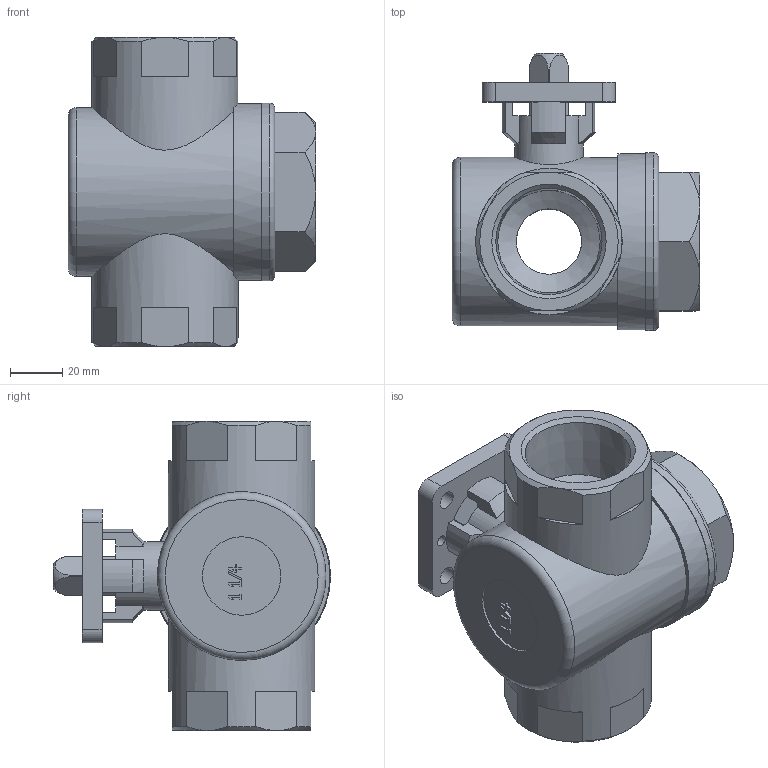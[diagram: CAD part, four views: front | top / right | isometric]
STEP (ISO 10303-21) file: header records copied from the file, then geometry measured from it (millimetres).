
FILE_DESCRIPTION(/* description */ ('STEP AP214'),/* implementation_level */ '2;1');
FILE_NAME(/* name */ '4834293_VZBE-11_4-T-63-F-3L-F05-V15V15',/* time_stamp */ '2024-09-18T01:40:35+02:00',/* author */ ('License CC BY-ND 4.0'),/* organization */ ('CADENAS'),/* preprocessor_version */ 'ST-DEVELOPER v19.3',/* originating_system */ 'PARTsolutions',/* authorisation */ ' ');
FILE_SCHEMA (('AUTOMOTIVE_DESIGN {1 0 10303 214 3 1 1}'));
Length unit declared in the file: millimetre
Products named in the file (1): 4834293 VZBE-11/4-T-63-F-3L-F05-V15V15
Bounding box: 94.7 x 106 x 118.2 mm (x, y, z)
Volume: 327548.7 mm3; surface area: 59904 mm2
Topology: 1 solids, 1 shells, 180 faces, 491 edges, 317 vertices
Faces by surface type: plane 118, cone 32, cylinder 27, torus 3
Full cylindrical faces by diameter (mm): 4.134 x1, 7 x4, 25 x2, 26.3 x1, 30 x1, 30.7 x1, 56 x2, 64.5 x1, 67.5 x1, 68 x1
Entity records: 5726 total; most frequent: CARTESIAN_POINT 1272, ORIENTED_EDGE 910, DIRECTION 884, EDGE_CURVE 455, VERTEX_POINT 309, AXIS2_PLACEMENT_3D 305, LINE 274, VECTOR 274
